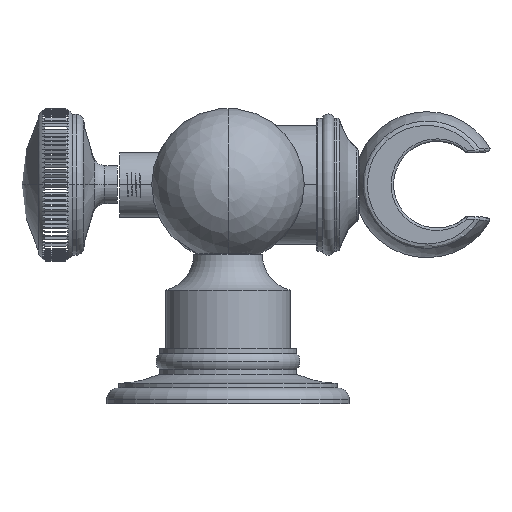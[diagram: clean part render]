
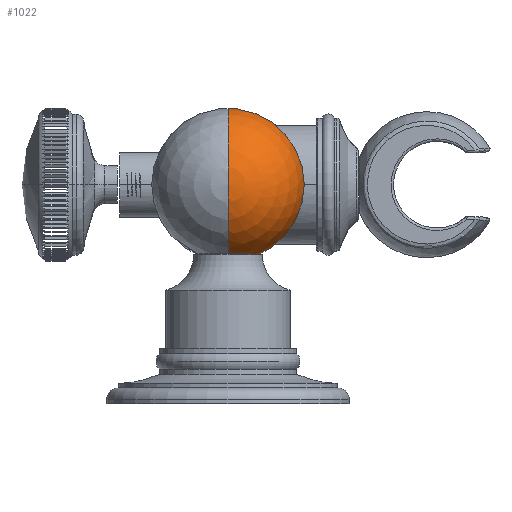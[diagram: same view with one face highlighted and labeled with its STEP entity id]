
A CAD part, front view. The second image highlights one B-rep face of the part: STEP entity #1022.
In plain terms, the highlighted spherical face has radius 19 mm.
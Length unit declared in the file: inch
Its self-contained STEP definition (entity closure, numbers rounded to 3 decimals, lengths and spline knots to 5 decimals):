
#820=CARTESIAN_POINT('',(0.,-35.5,1.45934));
#821=DIRECTION('',(0.,0.,-1.));
#822=DIRECTION('',(0.,1.,0.));
#823=AXIS2_PLACEMENT_3D('',#820,#821,#822);
#825=CARTESIAN_POINT('',(0.26347,-35.64494,1.45934));
#826=CARTESIAN_POINT('',(0.26073,-35.65393,1.46019));
#827=CARTESIAN_POINT('',(0.25461,-35.67145,1.46193));
#828=CARTESIAN_POINT('',(0.24358,-35.69674,1.46474));
#829=CARTESIAN_POINT('',(0.23553,-35.71227,1.4667));
#830=CARTESIAN_POINT('',(0.23136,-35.7198,1.46772));
#832=CARTESIAN_POINT('',(0.23136,-35.7198,1.46772));
#833=CARTESIAN_POINT('',(0.22284,-35.72876,1.46772));
#834=CARTESIAN_POINT('',(0.20533,-35.74513,1.46772));
#835=CARTESIAN_POINT('',(0.17803,-35.76553,1.46772));
#836=CARTESIAN_POINT('',(0.15044,-35.78202,1.46772));
#837=CARTESIAN_POINT('',(0.12222,-35.79534,1.46772));
#838=CARTESIAN_POINT('',(0.09278,-35.80587,1.46772));
#839=CARTESIAN_POINT('',(0.06232,-35.8135,1.46772));
#840=CARTESIAN_POINT('',(0.03121,-35.8181,1.46772));
#841=CARTESIAN_POINT('',(0.01045,-35.81912,1.46772));
#842=CARTESIAN_POINT('',(0.,-35.81912,1.46772));
#844=CARTESIAN_POINT('',(0.,-34.99002,2.14427));
#845=DIRECTION('',(0.,1.,0.));
#846=DIRECTION('',(0.,0.,1.));
#847=AXIS2_PLACEMENT_3D('',#844,#845,#846);
#849=CARTESIAN_POINT('',(0.,-34.99002,2.14427));
#850=DIRECTION('',(0.,1.,0.));
#851=DIRECTION('',(1.,0.,0.));
#852=AXIS2_PLACEMENT_3D('',#849,#850,#851);
#854=CARTESIAN_POINT('',(0.,-35.81912,1.46772));
#888=CARTESIAN_POINT('',(0.,-35.5,2.14427));
#889=DIRECTION('',(1.,0.,0.));
#890=DIRECTION('',(0.,0.402,-0.916));
#891=AXIS2_PLACEMENT_3D('',#888,#889,#890);
#903=CARTESIAN_POINT('',(0.,-35.5,2.14427));
#904=DIRECTION('',(1.,0.,0.));
#905=DIRECTION('',(0.,0.682,0.732));
#906=AXIS2_PLACEMENT_3D('',#903,#904,#905);
#908=CARTESIAN_POINT('',(0.,-35.5,2.14427));
#909=DIRECTION('',(1.,0.,0.));
#910=DIRECTION('',(0.,-1.,0.));
#911=AXIS2_PLACEMENT_3D('',#908,#909,#910);
#981=CARTESIAN_POINT('',(0.54724,-34.99002,2.14427));
#982=VERTEX_POINT('',#981);
#985=CARTESIAN_POINT('',(0.,-34.99002,2.69151));
#986=CARTESIAN_POINT('',(0.,-36.24803,2.14427));
#987=VERTEX_POINT('',#985);
#988=VERTEX_POINT('',#986);
#990=VERTEX_POINT('',#854);
#992=CARTESIAN_POINT('',(0.,-35.19929,1.45934));
#993=CARTESIAN_POINT('',(0.,-34.99002,1.59702));
#994=VERTEX_POINT('',#992);
#995=VERTEX_POINT('',#993);
#996=CARTESIAN_POINT('',(0.26347,-35.64494,1.45934));
#997=VERTEX_POINT('',#996);
#998=VERTEX_POINT('',#832);
#999=CARTESIAN_POINT('',(0.,-35.5,2.14427));
#1000=DIRECTION('',(0.,-1.,0.));
#1001=DIRECTION('',(0.,0.,1.));
#1002=AXIS2_PLACEMENT_3D('',#999,#1000,#1001);
#1003=SPHERICAL_SURFACE('',#1002,0.74803);
#1005=ORIENTED_EDGE('',*,*,#1004,.T.);
#1007=ORIENTED_EDGE('',*,*,#1006,.T.);
#1009=ORIENTED_EDGE('',*,*,#1008,.T.);
#1011=ORIENTED_EDGE('',*,*,#1010,.F.);
#1013=ORIENTED_EDGE('',*,*,#1012,.F.);
#1015=ORIENTED_EDGE('',*,*,#1014,.T.);
#1017=ORIENTED_EDGE('',*,*,#1016,.T.);
#1019=ORIENTED_EDGE('',*,*,#1018,.F.);
#1020=EDGE_LOOP('',(#1005,#1007,#1009,#1011,#1013,#1015,#1017,#1019));
#1021=FACE_OUTER_BOUND('',#1020,.F.);
#1022=ADVANCED_FACE('',(#1021),#1003,.T.);
#824=CIRCLE('',#823,0.30071);
#831=B_SPLINE_CURVE_WITH_KNOTS('',3,(#825,#826,#827,#828,#829,#830),
.UNSPECIFIED.,.F.,.F.,(4,1,1,4),(0.,0.33333,0.66667,1.),
.UNSPECIFIED.);
#843=B_SPLINE_CURVE_WITH_KNOTS('',3,(#832,#833,#834,#835,#836,#837,#838,#839,
#840,#841,#842),.UNSPECIFIED.,.F.,.F.,(4,1,1,1,1,1,1,1,4),(0.,0.125,0.25,
0.375,0.5,0.625,0.75,0.875,1.),.UNSPECIFIED.);
#848=CIRCLE('',#847,0.54724);
#853=CIRCLE('',#852,0.54724);
#892=CIRCLE('',#891,0.74803);
#907=CIRCLE('',#906,0.74803);
#912=CIRCLE('',#911,0.74803);
#1004=EDGE_CURVE('',#994,#997,#824,.T.);
#1006=EDGE_CURVE('',#997,#998,#831,.T.);
#1008=EDGE_CURVE('',#998,#990,#843,.T.);
#1010=EDGE_CURVE('',#988,#990,#912,.T.);
#1012=EDGE_CURVE('',#987,#988,#907,.T.);
#1014=EDGE_CURVE('',#987,#982,#848,.T.);
#1016=EDGE_CURVE('',#982,#995,#853,.T.);
#1018=EDGE_CURVE('',#994,#995,#892,.T.);
